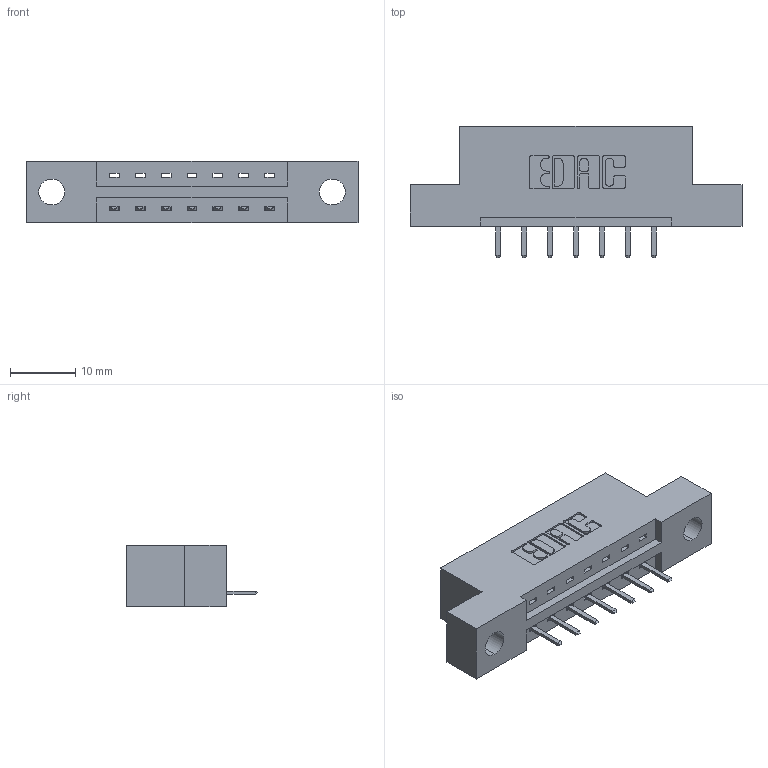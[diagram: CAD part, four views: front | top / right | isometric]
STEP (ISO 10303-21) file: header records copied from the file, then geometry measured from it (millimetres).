
FILE_DESCRIPTION (( 'STEP AP203' ), '1' );
FILE_NAME ('337-007-520-104.STEP', '2018-08-03T19:42:34', ( '' ), ( '' ), 'SwSTEP 2.0', 'SolidWorks 2016', '' );
FILE_SCHEMA (( 'CONFIG_CONTROL_DESIGN' ));
Length unit declared in the file: inch
Products named in the file (3): 337 Part_Flush Mounting Lugs - 0.156 Dia-TH; 345-292-001_345-293-120; 337-007-520-104
Assembly tree (8 placements, depth 2):
  337-007-520-104
    337 Part_Flush Mounting Lugs - 0.156 Dia-TH
    345-292-001_345-293-120  x7
Bounding box: 50.75 x 20.02 x 9.4 mm (x, y, z)
Volume: 4728.5 mm3; surface area: 4414.8 mm2
Topology: 8 solids, 8 shells, 576 faces, 1683 edges, 1102 vertices
Faces by surface type: plane 406, cylinder 170
Entity records: 9847 total; most frequent: CARTESIAN_POINT 1731, ORIENTED_EDGE 1662, DIRECTION 1517, EDGE_CURVE 831, LINE 699, VECTOR 699, VERTEX_POINT 550, AXIS2_PLACEMENT_3D 409
